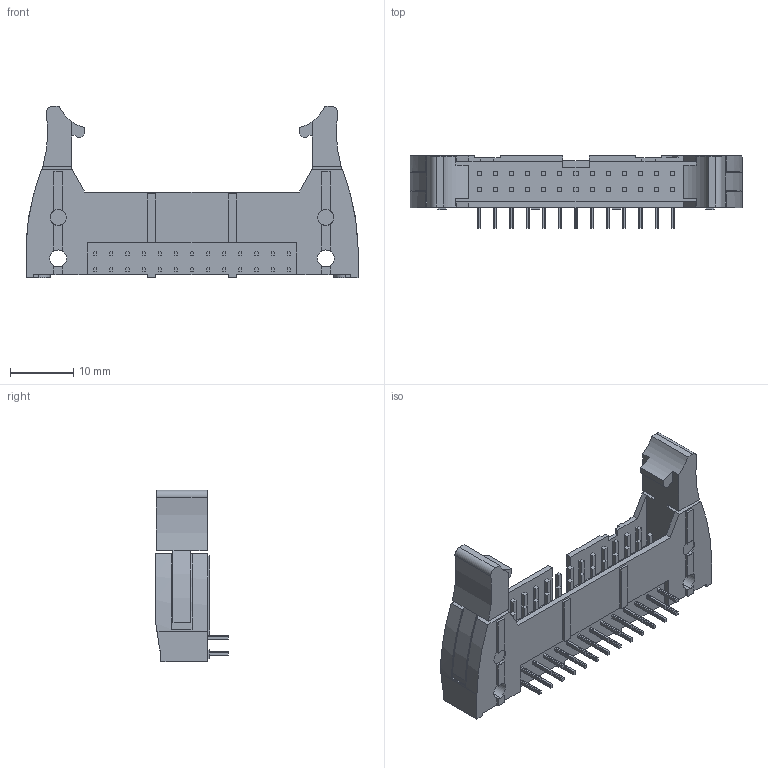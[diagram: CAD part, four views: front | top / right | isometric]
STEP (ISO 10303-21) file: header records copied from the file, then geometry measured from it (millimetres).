
FILE_DESCRIPTION (( 'STEP AP214' ), '1' );
FILE_NAME ('XG4A_2634.step', '2019-03-18T12:21:49', ( 'OSMC1.0 ' ), ( ' ' ), 'SwSTEP 2.0', 'SolidWorks 2002025', '' );
FILE_SCHEMA (( 'AUTOMOTIVE_DESIGN' ));
Length unit declared in the file: millimetre
Products named in the file (1): XG4A_2634
Bounding box: 52.3 x 11.4 x 27 mm (x, y, z)
Volume: 4503.6 mm3; surface area: 4565.5 mm2
Topology: 1 solids, 1 shells, 556 faces, 1486 edges, 986 vertices
Faces by surface type: plane 525, cylinder 31
Entity records: 20601 total; most frequent: CARTESIAN_POINT 3035, ORIENTED_EDGE 2972, DIRECTION 2688, EDGE_CURVE 1486, LINE 1394, VECTOR 1394, VERTEX_POINT 986, AXIS2_PLACEMENT_3D 647
